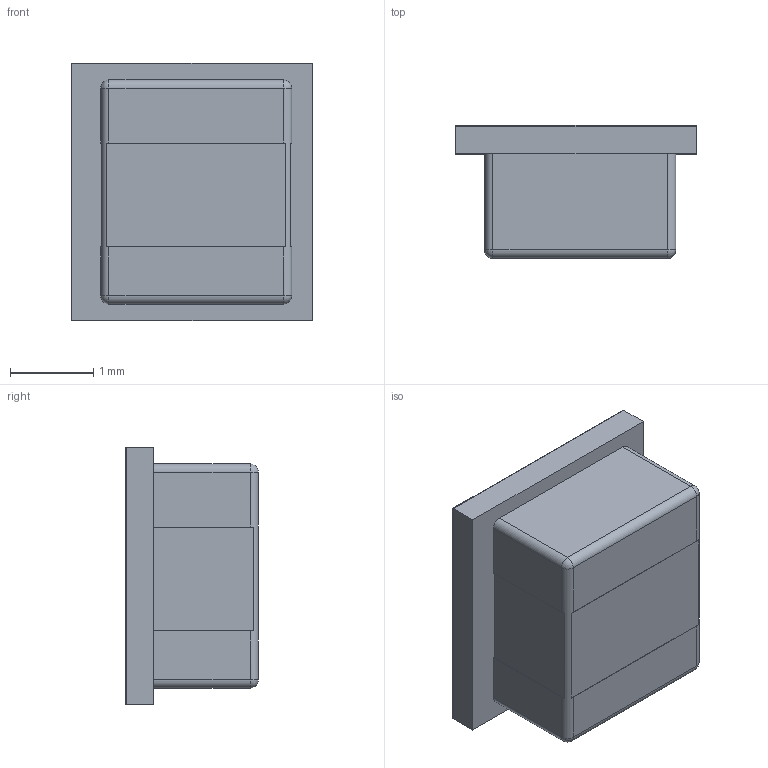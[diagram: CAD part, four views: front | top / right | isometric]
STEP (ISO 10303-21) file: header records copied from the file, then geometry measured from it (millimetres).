
FILE_DESCRIPTION (( 'STEP AP214' ), '1' );
FILE_NAME ('TPSM82901SISR.STEP', '2023-11-16T06:14:09', ( '' ), ( '' ), 'SwSTEP 2.0', 'SolidWorks 2021', '' );
FILE_SCHEMA (( 'AUTOMOTIVE_DESIGN' ));
Length unit declared in the file: millimetre
Products named in the file (1): TPSM82901SISR
Bounding box: 2.9 x 1.6 x 3.1 mm (x, y, z)
Volume: 10.8 mm3; surface area: 70.3 mm2
Topology: 14 solids, 14 shells, 159 faces, 382 edges, 248 vertices
Faces by surface type: plane 147, cylinder 8, sphere 4
Entity records: 5883 total; most frequent: CARTESIAN_POINT 786, ORIENTED_EDGE 756, DIRECTION 722, EDGE_CURVE 378, LINE 354, VECTOR 354, VERTEX_POINT 248, AXIS2_PLACEMENT_3D 184
